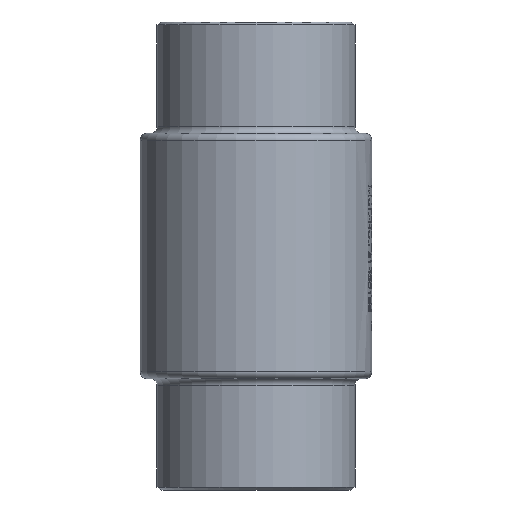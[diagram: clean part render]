
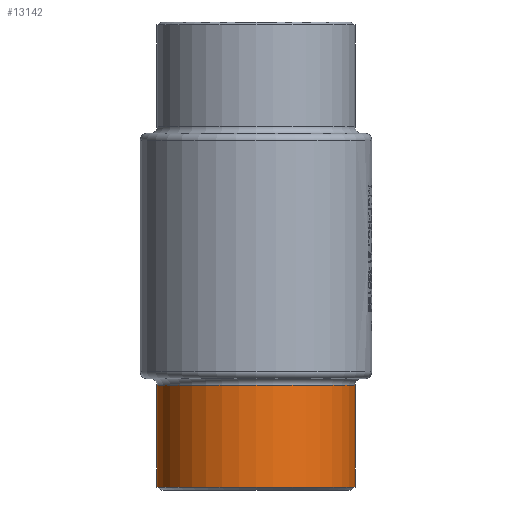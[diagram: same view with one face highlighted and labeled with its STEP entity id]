
A CAD part, front view. The second image highlights one B-rep face of the part: STEP entity #13142.
In plain terms, the highlighted cylindrical face has radius 44.45 mm (diameter 88.9 mm), a partial arc.
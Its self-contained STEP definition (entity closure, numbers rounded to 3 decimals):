
#1396 = CARTESIAN_POINT ( 'NONE',  ( -44.45, 0., -210. ) ) ;
#1445 = AXIS2_PLACEMENT_3D ( 'NONE', #8181, #10809, #17378 ) ;
#1448 = ORIENTED_EDGE ( 'NONE', *, *, #8870, .T. ) ;
#2281 = CARTESIAN_POINT ( 'NONE',  ( 44.45, 0., -163. ) ) ;
#2389 = CIRCLE ( 'NONE', #1445, 44.45 ) ;
#3317 = AXIS2_PLACEMENT_3D ( 'NONE', #22796, #15574, #17718 ) ;
#3541 = LINE ( 'NONE', #1396, #24921 ) ;
#4738 = VERTEX_POINT ( 'NONE', #22798 ) ;
#8111 = EDGE_CURVE ( 'NONE', #20253, #19600, #16060, .T. ) ;
#8181 = CARTESIAN_POINT ( 'NONE',  ( 0., 0., -208.73 ) ) ;
#8804 = CARTESIAN_POINT ( 'NONE',  ( 44.45, 0., -210. ) ) ;
#8870 = EDGE_CURVE ( 'NONE', #19600, #11056, #3541, .T. ) ;
#8976 = ORIENTED_EDGE ( 'NONE', *, *, #23589, .T. ) ;
#9041 = DIRECTION ( 'NONE',  ( 0., 0., -1. ) ) ;
#9791 = CARTESIAN_POINT ( 'NONE',  ( -44.45, 0., -163. ) ) ;
#10809 = DIRECTION ( 'NONE',  ( 0., 0., 1. ) ) ;
#11056 = VERTEX_POINT ( 'NONE', #13637 ) ;
#11915 = ORIENTED_EDGE ( 'NONE', *, *, #24292, .F. ) ;
#12241 = EDGE_LOOP ( 'NONE', ( #17799, #1448, #8976, #11915 ) ) ;
#13142 = ADVANCED_FACE ( 'NONE', ( #24944 ), #24791, .T. ) ;
#13637 = CARTESIAN_POINT ( 'NONE',  ( -44.45, 0., -208.73 ) ) ;
#15574 = DIRECTION ( 'NONE',  ( 0., 0., -1. ) ) ;
#16060 = CIRCLE ( 'NONE', #22927, 44.45 ) ;
#16096 = CARTESIAN_POINT ( 'NONE',  ( 0., 0., -163. ) ) ;
#16387 = DIRECTION ( 'NONE',  ( 1., 0., 0. ) ) ;
#17378 = DIRECTION ( 'NONE',  ( 1., 0., 0. ) ) ;
#17718 = DIRECTION ( 'NONE',  ( 1., 0., 0. ) ) ;
#17799 = ORIENTED_EDGE ( 'NONE', *, *, #8111, .T. ) ;
#18102 = DIRECTION ( 'NONE',  ( 0., 0., -1. ) ) ;
#19600 = VERTEX_POINT ( 'NONE', #9791 ) ;
#20253 = VERTEX_POINT ( 'NONE', #2281 ) ;
#20753 = LINE ( 'NONE', #8804, #25934 ) ;
#22796 = CARTESIAN_POINT ( 'NONE',  ( 0., 0., -210. ) ) ;
#22798 = CARTESIAN_POINT ( 'NONE',  ( 44.45, 0., -208.73 ) ) ;
#22927 = AXIS2_PLACEMENT_3D ( 'NONE', #16096, #9041, #16387 ) ;
#23589 = EDGE_CURVE ( 'NONE', #11056, #4738, #2389, .T. ) ;
#24292 = EDGE_CURVE ( 'NONE', #20253, #4738, #20753, .T. ) ;
#24791 = CYLINDRICAL_SURFACE ( 'NONE', #3317, 44.45 ) ;
#24921 = VECTOR ( 'NONE', #18102, 1000. ) ;
#24944 = FACE_OUTER_BOUND ( 'NONE', #12241, .T. ) ;
#25359 = DIRECTION ( 'NONE',  ( 0., 0., -1. ) ) ;
#25934 = VECTOR ( 'NONE', #25359, 1000. ) ;
